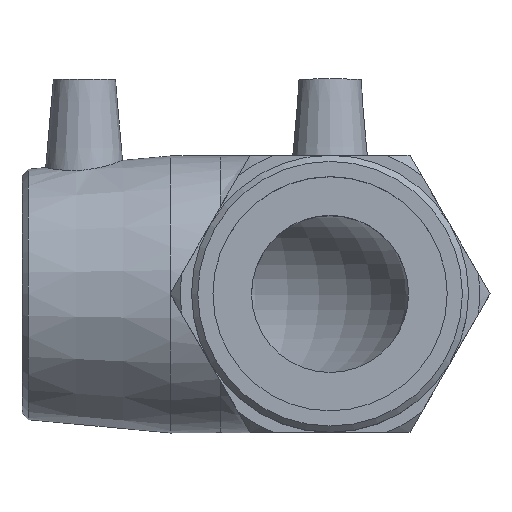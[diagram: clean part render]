
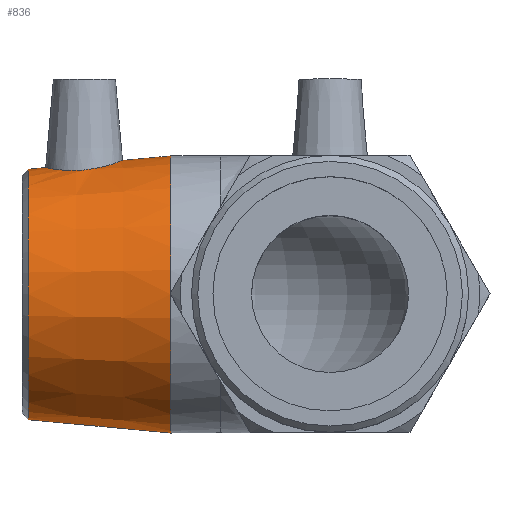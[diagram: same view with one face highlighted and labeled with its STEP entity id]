
A CAD part, top view. The second image highlights one B-rep face of the part: STEP entity #836.
In plain terms, the highlighted conical face has half-angle 5.316 degrees and reference radius 31.825 mm.
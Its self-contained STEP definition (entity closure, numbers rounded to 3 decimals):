
#18=B_SPLINE_CURVE_WITH_KNOTS('',3,(#1450,#1451,#1452,#1453,#1454,#1455,
#1456,#1457,#1458,#1459,#1460,#1461,#1462,#1463,#1464,#1465,#1466,#1467,
#1468,#1469,#1470,#1471,#1472,#1473,#1474,#1475,#1476,#1477,#1478,#1479,
#1480,#1481,#1482,#1483),.UNSPECIFIED.,.T.,.F.,(4,2,2,2,2,2,2,2,2,2,2,2,
2,2,2,2,4),(0.,0.346,0.691,1.039,1.387,
1.735,2.083,2.429,2.774,3.142,
3.51,3.87,4.231,4.591,4.951,
5.319,5.687),.UNSPECIFIED.);
#38=FACE_BOUND('',#239,.T.);
#39=FACE_BOUND('',#240,.T.);
#169=FACE_OUTER_BOUND('',#238,.T.);
#238=EDGE_LOOP('',(#662));
#239=EDGE_LOOP('',(#663));
#240=EDGE_LOOP('',(#664));
#335=CIRCLE('',#925,30.289);
#336=CIRCLE('',#927,33.5);
#440=VERTEX_POINT('',#1444);
#441=VERTEX_POINT('',#1447);
#442=VERTEX_POINT('',#1449);
#535=EDGE_CURVE('',#440,#440,#335,.T.);
#536=EDGE_CURVE('',#441,#441,#336,.T.);
#537=EDGE_CURVE('',#442,#442,#18,.T.);
#662=ORIENTED_EDGE('',*,*,#536,.F.);
#663=ORIENTED_EDGE('',*,*,#537,.T.);
#664=ORIENTED_EDGE('',*,*,#535,.F.);
#806=CONICAL_SURFACE('',#926,31.825,5.316);
#836=ADVANCED_FACE('',(#169,#38,#39),#806,.T.);
#925=AXIS2_PLACEMENT_3D('',#1445,#1105,#1106);
#926=AXIS2_PLACEMENT_3D('',#1446,#1107,#1108);
#927=AXIS2_PLACEMENT_3D('',#1448,#1109,#1110);
#1105=DIRECTION('center_axis',(-1.,0.,0.));
#1106=DIRECTION('ref_axis',(0.,-1.,0.));
#1107=DIRECTION('center_axis',(1.,0.,0.));
#1108=DIRECTION('ref_axis',(0.,1.,0.));
#1109=DIRECTION('center_axis',(1.,0.,0.));
#1110=DIRECTION('ref_axis',(0.,0.,-1.));
#1444=CARTESIAN_POINT('',(-73.006,30.289,0.));
#1445=CARTESIAN_POINT('Origin',(-73.006,0.,0.));
#1446=CARTESIAN_POINT('Origin',(-56.5,0.,0.));
#1447=CARTESIAN_POINT('',(-38.5,33.5,0.));
#1448=CARTESIAN_POINT('Origin',(-38.5,0.,0.));
#1449=CARTESIAN_POINT('',(-59.735,30.086,9.411));
#1450=CARTESIAN_POINT('Ctrl Pts',(-59.735,30.086,9.411));
#1451=CARTESIAN_POINT('Ctrl Pts',(-60.882,29.985,9.379));
#1452=CARTESIAN_POINT('Ctrl Pts',(-62.101,29.951,9.116));
#1453=CARTESIAN_POINT('Ctrl Pts',(-64.332,30.021,8.121));
#1454=CARTESIAN_POINT('Ctrl Pts',(-65.343,30.12,7.391));
#1455=CARTESIAN_POINT('Ctrl Pts',(-66.937,30.329,5.728));
#1456=CARTESIAN_POINT('Ctrl Pts',(-67.627,30.453,4.682));
#1457=CARTESIAN_POINT('Ctrl Pts',(-68.541,30.632,2.398));
#1458=CARTESIAN_POINT('Ctrl Pts',(-68.765,30.684,1.16));
#1459=CARTESIAN_POINT('Ctrl Pts',(-68.765,30.684,-1.16));
#1460=CARTESIAN_POINT('Ctrl Pts',(-68.541,30.632,-2.398));
#1461=CARTESIAN_POINT('Ctrl Pts',(-67.627,30.453,-4.682));
#1462=CARTESIAN_POINT('Ctrl Pts',(-66.937,30.329,-5.728));
#1463=CARTESIAN_POINT('Ctrl Pts',(-65.343,30.12,-7.391));
#1464=CARTESIAN_POINT('Ctrl Pts',(-64.332,30.021,-8.121));
#1465=CARTESIAN_POINT('Ctrl Pts',(-62.101,29.951,-9.116));
#1466=CARTESIAN_POINT('Ctrl Pts',(-60.882,29.985,-9.379));
#1467=CARTESIAN_POINT('Ctrl Pts',(-58.514,30.195,-9.445));
#1468=CARTESIAN_POINT('Ctrl Pts',(-57.223,30.394,-9.223));
#1469=CARTESIAN_POINT('Ctrl Pts',(-54.861,30.894,-8.269));
#1470=CARTESIAN_POINT('Ctrl Pts',(-53.789,31.191,-7.538));
#1471=CARTESIAN_POINT('Ctrl Pts',(-52.115,31.708,-5.859));
#1472=CARTESIAN_POINT('Ctrl Pts',(-51.392,31.963,-4.804));
#1473=CARTESIAN_POINT('Ctrl Pts',(-50.427,32.317,-2.475));
#1474=CARTESIAN_POINT('Ctrl Pts',(-50.186,32.413,-1.201));
#1475=CARTESIAN_POINT('Ctrl Pts',(-50.186,32.413,1.201));
#1476=CARTESIAN_POINT('Ctrl Pts',(-50.427,32.317,2.475));
#1477=CARTESIAN_POINT('Ctrl Pts',(-51.392,31.963,4.804));
#1478=CARTESIAN_POINT('Ctrl Pts',(-52.115,31.708,5.859));
#1479=CARTESIAN_POINT('Ctrl Pts',(-53.789,31.191,7.538));
#1480=CARTESIAN_POINT('Ctrl Pts',(-54.861,30.894,8.269));
#1481=CARTESIAN_POINT('Ctrl Pts',(-57.223,30.394,9.223));
#1482=CARTESIAN_POINT('Ctrl Pts',(-58.514,30.195,9.445));
#1483=CARTESIAN_POINT('Ctrl Pts',(-59.735,30.086,9.411));
